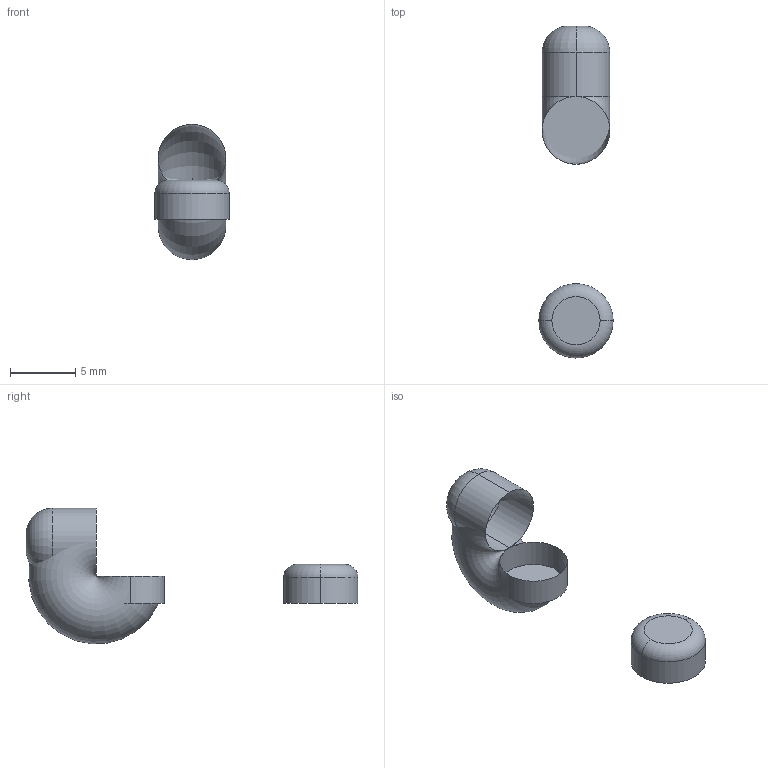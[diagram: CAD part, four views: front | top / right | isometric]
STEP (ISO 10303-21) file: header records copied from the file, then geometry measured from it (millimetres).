
FILE_DESCRIPTION (( 'STEP AP203' ), '1' );
FILE_NAME ('價釱.ST', '2026-01-10T03:32:43', ( '' ), ( '' ), 'SwSTEP 2.0', 'SolidWorks 2025', '' );
FILE_SCHEMA (( 'CONFIG_CONTROL_DESIGN' ));
Length unit declared in the file: millimetre
Products named in the file (1): 基座
Bounding box: 5.7 x 25.45 x 10.38 mm (x, y, z)
Volume: 185.5 mm3; surface area: 446 mm2
Topology: 2 solids, 2 shells, 15 faces, 29 edges, 16 vertices
Faces by surface type: cylinder 6, torus 5, plane 4
Entity records: 449 total; most frequent: DIRECTION 80, CARTESIAN_POINT 59, ORIENTED_EDGE 54, AXIS2_PLACEMENT_3D 37, EDGE_CURVE 27, CIRCLE 21, VERTEX_POINT 16, ADVANCED_FACE 15
